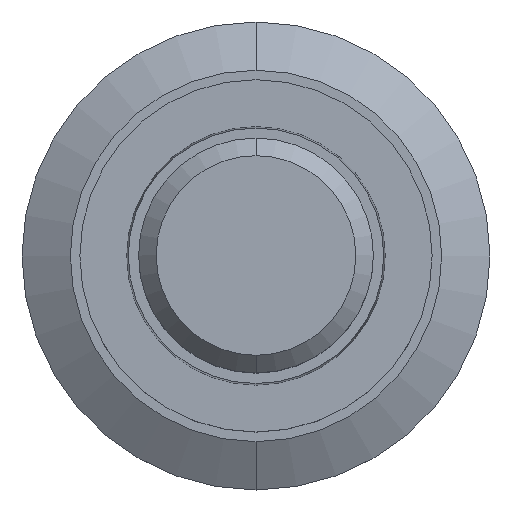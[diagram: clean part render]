
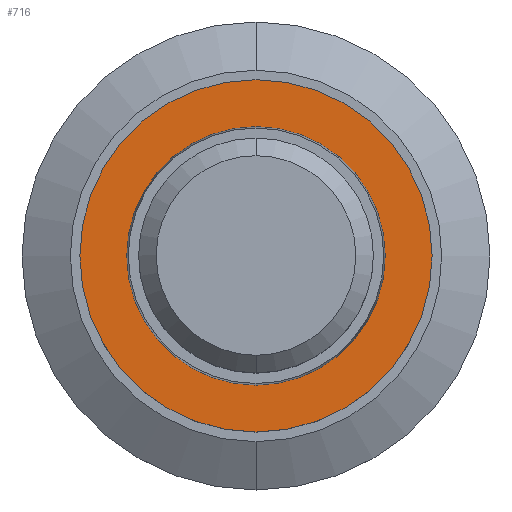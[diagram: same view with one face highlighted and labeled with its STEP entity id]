
A CAD part, top view. The second image highlights one B-rep face of the part: STEP entity #716.
In plain terms, the highlighted face is planar.
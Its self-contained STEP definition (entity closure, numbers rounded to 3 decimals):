
#451=CARTESIAN_POINT('',(0.,0.,0.));
#452=DIRECTION('',(0.,0.,1.));
#453=DIRECTION('',(0.,1.,0.));
#454=AXIS2_PLACEMENT_3D('',#451,#452,#453);
#459=CARTESIAN_POINT('',(0.,0.,0.));
#460=DIRECTION('',(0.,0.,-1.));
#461=DIRECTION('',(0.,1.,0.));
#462=AXIS2_PLACEMENT_3D('',#459,#460,#461);
#467=CARTESIAN_POINT('',(0.,0.,0.));
#468=DIRECTION('',(0.,0.,-1.));
#469=DIRECTION('',(0.,1.,0.));
#470=AXIS2_PLACEMENT_3D('',#467,#468,#469);
#489=CARTESIAN_POINT('',(0.,0.,0.));
#490=DIRECTION('',(0.,0.,1.));
#491=DIRECTION('',(0.,1.,0.));
#492=AXIS2_PLACEMENT_3D('',#489,#490,#491);
#620=CARTESIAN_POINT('',(0.,4.402,0.));
#622=VERTEX_POINT('',#620);
#623=CARTESIAN_POINT('',(0.,6.,0.));
#625=VERTEX_POINT('',#623);
#638=CARTESIAN_POINT('',(0.,-4.402,0.));
#640=VERTEX_POINT('',#638);
#641=CARTESIAN_POINT('',(0.,-6.,0.));
#643=VERTEX_POINT('',#641);
#701=CARTESIAN_POINT('',(0.,0.,0.));
#702=DIRECTION('',(0.,0.,-1.));
#703=DIRECTION('',(0.,-1.,0.));
#704=AXIS2_PLACEMENT_3D('',#701,#702,#703);
#705=PLANE('',#704);
#707=ORIENTED_EDGE('',*,*,#706,.F.);
#709=ORIENTED_EDGE('',*,*,#708,.T.);
#710=EDGE_LOOP('',(#707,#709));
#711=FACE_OUTER_BOUND('',#710,.F.);
#712=ORIENTED_EDGE('',*,*,#694,.F.);
#713=ORIENTED_EDGE('',*,*,#683,.T.);
#714=EDGE_LOOP('',(#712,#713));
#715=FACE_BOUND('',#714,.F.);
#455=CIRCLE('',#454,4.402);
#463=CIRCLE('',#462,4.402);
#471=CIRCLE('',#470,6.);
#493=CIRCLE('',#492,6.);
#683=EDGE_CURVE('',#622,#640,#463,.T.);
#694=EDGE_CURVE('',#622,#640,#455,.T.);
#706=EDGE_CURVE('',#625,#643,#471,.T.);
#708=EDGE_CURVE('',#625,#643,#493,.T.);
#716=ADVANCED_FACE('',(#711,#715),#705,.T.);
